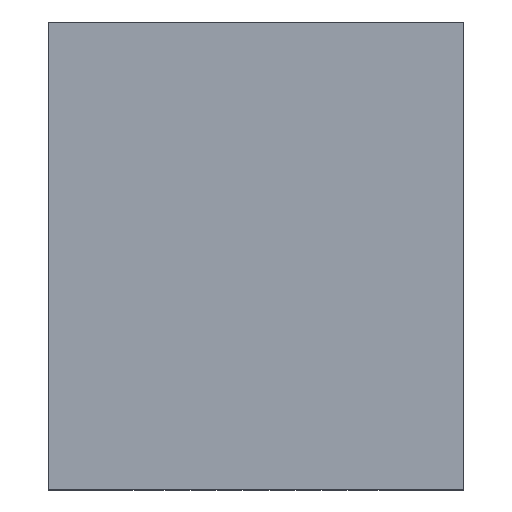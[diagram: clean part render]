
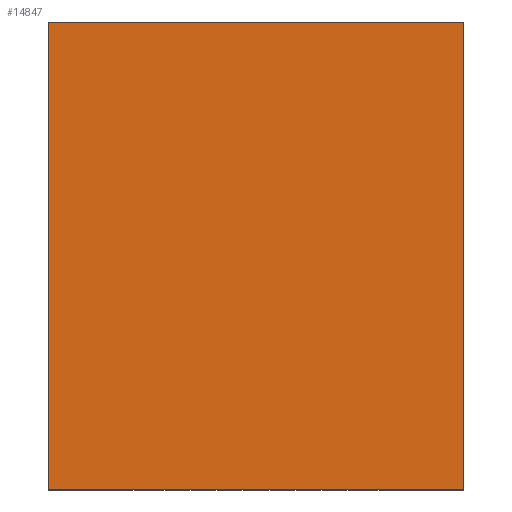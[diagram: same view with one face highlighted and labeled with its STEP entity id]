
A CAD part, top view. The second image highlights one B-rep face of the part: STEP entity #14847.
In plain terms, the highlighted face is planar.
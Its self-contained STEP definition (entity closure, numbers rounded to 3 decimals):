
#10678=DIRECTION('',(0.,0.,1.));
#10679=VECTOR('',#10678,4.);
#10680=CARTESIAN_POINT('',(-2.25,0.875,-2.));
#10681=LINE('',#10680,#10679);
#10685=DIRECTION('',(-1.,0.,0.));
#10686=VECTOR('',#10685,4.5);
#10687=CARTESIAN_POINT('',(2.25,0.875,-2.));
#10688=LINE('',#10687,#10686);
#10692=DIRECTION('',(0.,0.,-1.));
#10693=VECTOR('',#10692,4.);
#10694=CARTESIAN_POINT('',(2.25,0.875,2.));
#10695=LINE('',#10694,#10693);
#10699=DIRECTION('',(1.,0.,0.));
#10700=VECTOR('',#10699,4.5);
#10701=CARTESIAN_POINT('',(-2.25,0.875,2.));
#10702=LINE('',#10701,#10700);
#12510=CARTESIAN_POINT('',(-2.25,0.875,-2.));
#12511=CARTESIAN_POINT('',(-2.25,0.875,2.));
#12512=VERTEX_POINT('',#12510);
#12513=VERTEX_POINT('',#12511);
#12514=CARTESIAN_POINT('',(2.25,0.875,2.));
#12515=VERTEX_POINT('',#12514);
#12516=CARTESIAN_POINT('',(2.25,0.875,-2.));
#12517=VERTEX_POINT('',#12516);
#14836=CARTESIAN_POINT('',(0.,0.875,0.));
#14837=DIRECTION('',(0.,1.,0.));
#14838=DIRECTION('',(1.,0.,0.));
#14839=AXIS2_PLACEMENT_3D('',#14836,#14837,#14838);
#14840=PLANE('',#14839);
#14841=ORIENTED_EDGE('',*,*,#14578,.F.);
#14842=ORIENTED_EDGE('',*,*,#14642,.F.);
#14843=ORIENTED_EDGE('',*,*,#14712,.F.);
#14844=ORIENTED_EDGE('',*,*,#14774,.F.);
#14845=EDGE_LOOP('',(#14841,#14842,#14843,#14844));
#14846=FACE_OUTER_BOUND('',#14845,.F.);
#14578=EDGE_CURVE('',#12512,#12513,#10681,.T.);
#14642=EDGE_CURVE('',#12517,#12512,#10688,.T.);
#14712=EDGE_CURVE('',#12515,#12517,#10695,.T.);
#14774=EDGE_CURVE('',#12513,#12515,#10702,.T.);
#14847=ADVANCED_FACE('',(#14846),#14840,.T.);
